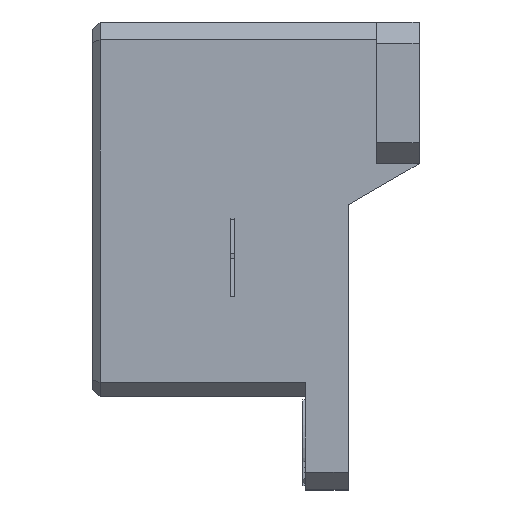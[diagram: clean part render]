
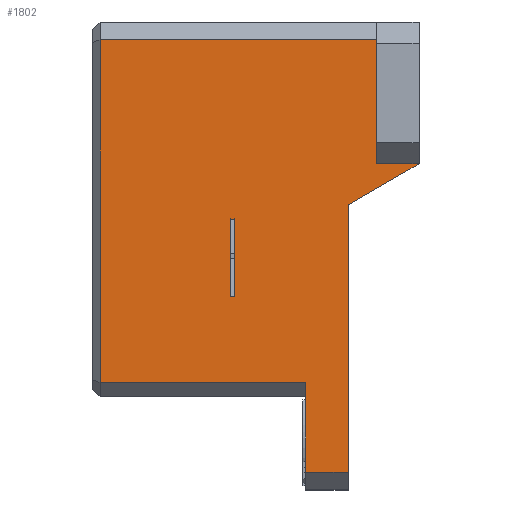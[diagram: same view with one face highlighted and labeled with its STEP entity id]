
A CAD part, left-side view. The second image highlights one B-rep face of the part: STEP entity #1802.
In plain terms, the highlighted planar face has unit normal (-1, 0, 0).
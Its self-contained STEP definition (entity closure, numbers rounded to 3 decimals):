
#13 = FACE_BOUND ( 'NONE', #2403, .T. ) ;
#80 = LINE ( 'NONE', #2113, #1058 ) ;
#86 = DIRECTION ( 'NONE',  ( 0., -0.866, 0.5 ) ) ;
#96 = CARTESIAN_POINT ( 'NONE',  ( -15., 0., 38. ) ) ;
#109 = VECTOR ( 'NONE', #354, 1000. ) ;
#155 = VERTEX_POINT ( 'NONE', #1458 ) ;
#181 = EDGE_CURVE ( 'NONE', #2120, #2730, #2795, .T. ) ;
#194 = CARTESIAN_POINT ( 'NONE',  ( -15., 16., 7.15 ) ) ;
#210 = ORIENTED_EDGE ( 'NONE', *, *, #1138, .F. ) ;
#275 = VERTEX_POINT ( 'NONE', #563 ) ;
#331 = CARTESIAN_POINT ( 'NONE',  ( -15., 26., 19.226 ) ) ;
#354 = DIRECTION ( 'NONE',  ( 0., -1., 0. ) ) ;
#366 = CARTESIAN_POINT ( 'NONE',  ( -15., 0., 38. ) ) ;
#368 = ORIENTED_EDGE ( 'NONE', *, *, #2931, .F. ) ;
#379 = DIRECTION ( 'NONE',  ( 0., 0., -1. ) ) ;
#382 = DIRECTION ( 'NONE',  ( 0., 0., -1. ) ) ;
#415 = VERTEX_POINT ( 'NONE', #1548 ) ;
#431 = CARTESIAN_POINT ( 'NONE',  ( -15., 45., 0. ) ) ;
#474 = VECTOR ( 'NONE', #794, 1000. ) ;
#503 = ORIENTED_EDGE ( 'NONE', *, *, #2140, .T. ) ;
#539 = EDGE_LOOP ( 'NONE', ( #3142, #3212, #503, #368, #2371, #1076, #1142, #1815, #2524 ) ) ;
#563 = CARTESIAN_POINT ( 'NONE',  ( -15., 26., 30.081 ) ) ;
#576 = DIRECTION ( 'NONE',  ( -1., 0., 0. ) ) ;
#578 = CARTESIAN_POINT ( 'NONE',  ( -15., 10., 55.5 ) ) ;
#595 = PLANE ( 'NONE',  #1593 ) ;
#618 = LINE ( 'NONE', #2636, #109 ) ;
#633 = DIRECTION ( 'NONE',  ( 0., 0., -1. ) ) ;
#638 = LINE ( 'NONE', #2708, #959 ) ;
#653 = VERTEX_POINT ( 'NONE', #1097 ) ;
#667 = CARTESIAN_POINT ( 'NONE',  ( -15., 16., -5.5 ) ) ;
#669 = CARTESIAN_POINT ( 'NONE',  ( -15., 26.6, 0. ) ) ;
#670 = VERTEX_POINT ( 'NONE', #2852 ) ;
#681 = EDGE_CURVE ( 'NONE', #275, #2120, #80, .T. ) ;
#719 = VERTEX_POINT ( 'NONE', #1931 ) ;
#794 = DIRECTION ( 'NONE',  ( 0., -1., 0. ) ) ;
#825 = LINE ( 'NONE', #578, #1381 ) ;
#842 = FACE_OUTER_BOUND ( 'NONE', #539, .T. ) ;
#857 = VECTOR ( 'NONE', #86, 1000. ) ;
#866 = LINE ( 'NONE', #3164, #2968 ) ;
#959 = VECTOR ( 'NONE', #382, 1000. ) ;
#1006 = VECTOR ( 'NONE', #2414, 1000. ) ;
#1025 = EDGE_CURVE ( 'NONE', #653, #3279, #3049, .T. ) ;
#1027 = ORIENTED_EDGE ( 'NONE', *, *, #181, .T. ) ;
#1058 = VECTOR ( 'NONE', #379, 1000. ) ;
#1076 = ORIENTED_EDGE ( 'NONE', *, *, #2937, .T. ) ;
#1097 = CARTESIAN_POINT ( 'NONE',  ( -15., 45., 7.15 ) ) ;
#1138 = EDGE_CURVE ( 'NONE', #155, #2730, #2146, .T. ) ;
#1142 = ORIENTED_EDGE ( 'NONE', *, *, #1025, .T. ) ;
#1145 = VERTEX_POINT ( 'NONE', #3141 ) ;
#1381 = VECTOR ( 'NONE', #1585, 1000. ) ;
#1399 = LINE ( 'NONE', #431, #1006 ) ;
#1445 = EDGE_CURVE ( 'NONE', #1547, #415, #866, .T. ) ;
#1458 = CARTESIAN_POINT ( 'NONE',  ( -15., 26.6, 30.081 ) ) ;
#1500 = VERTEX_POINT ( 'NONE', #2880 ) ;
#1502 = EDGE_CURVE ( 'NONE', #155, #275, #618, .T. ) ;
#1516 = CARTESIAN_POINT ( 'NONE',  ( -15., 16., 0. ) ) ;
#1547 = VERTEX_POINT ( 'NONE', #667 ) ;
#1548 = CARTESIAN_POINT ( 'NONE',  ( -15., 10., -5.5 ) ) ;
#1585 = DIRECTION ( 'NONE',  ( 0., 0., -1. ) ) ;
#1593 = AXIS2_PLACEMENT_3D ( 'NONE', #3028, #576, #2597 ) ;
#1802 = ADVANCED_FACE ( 'NONE', ( #842, #13 ), #595, .T. ) ;
#1805 = VECTOR ( 'NONE', #633, 1000. ) ;
#1815 = ORIENTED_EDGE ( 'NONE', *, *, #2270, .F. ) ;
#1855 = LINE ( 'NONE', #2322, #2490 ) ;
#1931 = CARTESIAN_POINT ( 'NONE',  ( -15., 10., 32.226 ) ) ;
#1932 = LINE ( 'NONE', #2401, #3221 ) ;
#2017 = DIRECTION ( 'NONE',  ( 0., 0., 1. ) ) ;
#2113 = CARTESIAN_POINT ( 'NONE',  ( -15., 26., 0. ) ) ;
#2120 = VERTEX_POINT ( 'NONE', #331 ) ;
#2140 = EDGE_CURVE ( 'NONE', #2752, #670, #1855, .T. ) ;
#2146 = LINE ( 'NONE', #669, #1805 ) ;
#2214 = ORIENTED_EDGE ( 'NONE', *, *, #681, .T. ) ;
#2231 = VECTOR ( 'NONE', #2017, 1000. ) ;
#2270 = EDGE_CURVE ( 'NONE', #1547, #3279, #2998, .T. ) ;
#2302 = CARTESIAN_POINT ( 'NONE',  ( -15., -70.937, 19.226 ) ) ;
#2322 = CARTESIAN_POINT ( 'NONE',  ( -15., 10., 38. ) ) ;
#2359 = EDGE_CURVE ( 'NONE', #719, #2752, #3101, .T. ) ;
#2371 = ORIENTED_EDGE ( 'NONE', *, *, #2853, .T. ) ;
#2401 = CARTESIAN_POINT ( 'NONE',  ( -15., -70.937, 55.5 ) ) ;
#2403 = EDGE_LOOP ( 'NONE', ( #210, #2509, #2214, #1027 ) ) ;
#2414 = DIRECTION ( 'NONE',  ( 0., 0., -1. ) ) ;
#2478 = EDGE_CURVE ( 'NONE', #719, #415, #825, .T. ) ;
#2490 = VECTOR ( 'NONE', #3090, 1000. ) ;
#2509 = ORIENTED_EDGE ( 'NONE', *, *, #1502, .T. ) ;
#2524 = ORIENTED_EDGE ( 'NONE', *, *, #1445, .T. ) ;
#2597 = DIRECTION ( 'NONE',  ( 0., 0., 1. ) ) ;
#2636 = CARTESIAN_POINT ( 'NONE',  ( -15., -70.937, 30.081 ) ) ;
#2708 = CARTESIAN_POINT ( 'NONE',  ( -15., 6., 55.5 ) ) ;
#2730 = VERTEX_POINT ( 'NONE', #2854 ) ;
#2752 = VERTEX_POINT ( 'NONE', #96 ) ;
#2795 = LINE ( 'NONE', #2302, #3061 ) ;
#2852 = CARTESIAN_POINT ( 'NONE',  ( -15., 6., 38. ) ) ;
#2853 = EDGE_CURVE ( 'NONE', #1145, #1500, #1932, .T. ) ;
#2854 = CARTESIAN_POINT ( 'NONE',  ( -15., 26.6, 19.226 ) ) ;
#2869 = CARTESIAN_POINT ( 'NONE',  ( -15., -70.937, 7.15 ) ) ;
#2880 = CARTESIAN_POINT ( 'NONE',  ( -15., 45., 55.5 ) ) ;
#2931 = EDGE_CURVE ( 'NONE', #1145, #670, #638, .T. ) ;
#2937 = EDGE_CURVE ( 'NONE', #1500, #653, #1399, .T. ) ;
#2968 = VECTOR ( 'NONE', #3120, 1000. ) ;
#2998 = LINE ( 'NONE', #1516, #2231 ) ;
#3028 = CARTESIAN_POINT ( 'NONE',  ( -15., -70.937, 0. ) ) ;
#3049 = LINE ( 'NONE', #2869, #474 ) ;
#3061 = VECTOR ( 'NONE', #3086, 1000. ) ;
#3086 = DIRECTION ( 'NONE',  ( 0., 1., 0. ) ) ;
#3090 = DIRECTION ( 'NONE',  ( 0., 1., 0. ) ) ;
#3101 = LINE ( 'NONE', #366, #857 ) ;
#3120 = DIRECTION ( 'NONE',  ( 0., -1., 0. ) ) ;
#3141 = CARTESIAN_POINT ( 'NONE',  ( -15., 6., 55.5 ) ) ;
#3142 = ORIENTED_EDGE ( 'NONE', *, *, #2478, .F. ) ;
#3164 = CARTESIAN_POINT ( 'NONE',  ( -15., -70.937, -5.5 ) ) ;
#3192 = DIRECTION ( 'NONE',  ( 0., 1., 0. ) ) ;
#3212 = ORIENTED_EDGE ( 'NONE', *, *, #2359, .T. ) ;
#3221 = VECTOR ( 'NONE', #3192, 1000. ) ;
#3279 = VERTEX_POINT ( 'NONE', #194 ) ;
